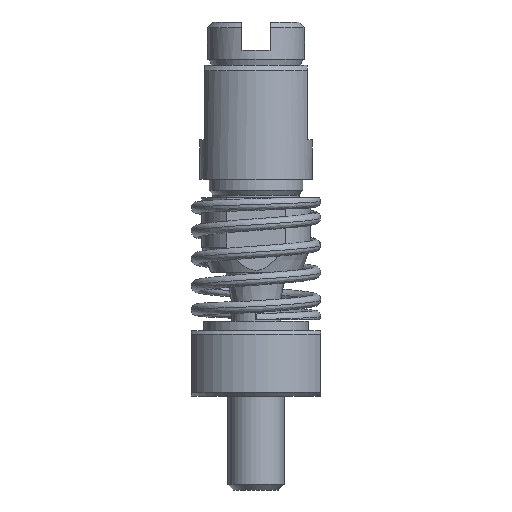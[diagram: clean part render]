
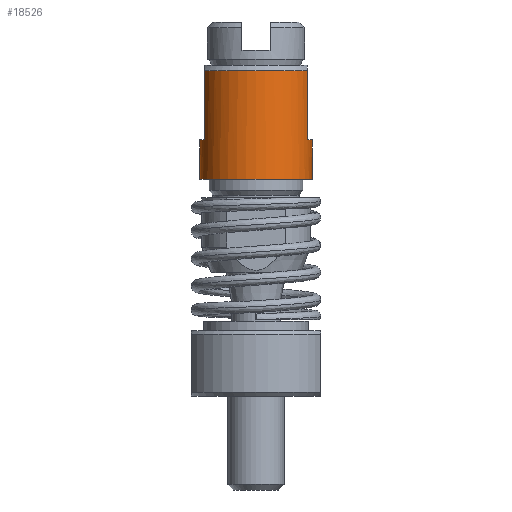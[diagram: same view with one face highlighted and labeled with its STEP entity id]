
A CAD part, left-side view. The second image highlights one B-rep face of the part: STEP entity #18526.
In plain terms, the highlighted cylindrical face has radius 3 mm (diameter 6 mm), a partial arc.
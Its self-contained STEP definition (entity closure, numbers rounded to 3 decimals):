
#214 = AXIS2_PLACEMENT_3D ( 'NONE', #12170, #9187, #7701 ) ;
#317 = VERTEX_POINT ( 'NONE', #9542 ) ;
#399 = CIRCLE ( 'NONE', #8807, 3. ) ;
#565 = VERTEX_POINT ( 'NONE', #973 ) ;
#973 = CARTESIAN_POINT ( 'NONE',  ( -24.699, -2.75, 5.8 ) ) ;
#1473 = VERTEX_POINT ( 'NONE', #3613 ) ;
#1859 = ORIENTED_EDGE ( 'NONE', *, *, #8684, .F. ) ;
#2531 = EDGE_CURVE ( 'Defeature ausgef�hrt1_32+Defeature ausgef�hrt1_27+Defeature ausgef�hrt1_31+Defeature ausgef�hrt1_28', #15376, #16520, #14140, .T. ) ;
#3078 = CARTESIAN_POINT ( 'NONE',  ( -23.5, 3., 0. ) ) ;
#3133 = ORIENTED_EDGE ( 'NONE', *, *, #2531, .F. ) ;
#3356 = ORIENTED_EDGE ( 'NONE', *, *, #4742, .T. ) ;
#3613 = CARTESIAN_POINT ( 'NONE',  ( -23.5, 3., 2.1 ) ) ;
#4111 = EDGE_CURVE ( 'Defeature ausgef�hrt1_27+Defeature ausgef�hrt1_28+Defeature ausgef�hrt1_29+Defeature ausgef�hrt1_32', #565, #16520, #10195, .T. ) ;
#4121 = CARTESIAN_POINT ( 'NONE',  ( -23.5, -3., 0. ) ) ;
#4551 = DIRECTION ( 'NONE',  ( 0., 0., -1. ) ) ;
#4742 = EDGE_CURVE ( 'NONE', #1473, #8670, #10651, .T. ) ;
#4973 = CARTESIAN_POINT ( 'NONE',  ( -24.699, -2.75, 2.1 ) ) ;
#5608 = EDGE_CURVE ( 'Defeature ausgef�hrt1_31+Defeature ausgef�hrt1_27+Defeature ausgef�hrt1_32+Defeature ausgef�hrt1_32', #1473, #15376, #399, .T. ) ;
#5882 = DIRECTION ( 'NONE',  ( 0., -1., 0. ) ) ;
#6615 = DIRECTION ( 'NONE',  ( 0., 0., -1. ) ) ;
#6662 = CARTESIAN_POINT ( 'NONE',  ( -23.5, 0., 2.1 ) ) ;
#6733 = DIRECTION ( 'NONE',  ( 0., 0., 1. ) ) ;
#6934 = CARTESIAN_POINT ( 'NONE',  ( -23.5, 0., 2.1 ) ) ;
#6948 = CARTESIAN_POINT ( 'NONE',  ( -24.699, 2.75, 5.8 ) ) ;
#7325 = DIRECTION ( 'NONE',  ( 0., 0., -1. ) ) ;
#7699 = DIRECTION ( 'NONE',  ( 0., 0., -1. ) ) ;
#7701 = DIRECTION ( 'NONE',  ( 0., 1., 0. ) ) ;
#8016 = ORIENTED_EDGE ( 'NONE', *, *, #4111, .T. ) ;
#8334 = ORIENTED_EDGE ( 'NONE', *, *, #16923, .F. ) ;
#8670 = VERTEX_POINT ( 'NONE', #10728 ) ;
#8684 = EDGE_CURVE ( 'Defeature ausgef�hrt1_29+Defeature ausgef�hrt1_27+Defeature ausgef�hrt1_28+Defeature ausgef�hrt1_30', #565, #17661, #17855, .T. ) ;
#8744 = CYLINDRICAL_SURFACE ( 'NONE', #214, 3. ) ;
#8807 = AXIS2_PLACEMENT_3D ( 'NONE', #6662, #6733, #15487 ) ;
#8896 = ORIENTED_EDGE ( 'NONE', *, *, #11404, .F. ) ;
#9187 = DIRECTION ( 'NONE',  ( 0., 0., -1. ) ) ;
#9542 = CARTESIAN_POINT ( 'NONE',  ( -23.5, -3., 2.1 ) ) ;
#9928 = DIRECTION ( 'NONE',  ( 0., 0., 1. ) ) ;
#10195 = CIRCLE ( 'NONE', #12286, 3. ) ;
#10406 = DIRECTION ( 'NONE',  ( 0., 1., 0. ) ) ;
#10453 = VECTOR ( 'NONE', #6615, 1000. ) ;
#10525 = AXIS2_PLACEMENT_3D ( 'NONE', #6934, #9928, #17314 ) ;
#10651 = LINE ( 'NONE', #3078, #18984 ) ;
#10728 = CARTESIAN_POINT ( 'NONE',  ( -23.5, 3., 0. ) ) ;
#11404 = EDGE_CURVE ( 'Defeature ausgef�hrt1_25+Defeature ausgef�hrt1_27+Defeature ausgef�hrt1_27+Defeature ausgef�hrt1_27', #15445, #8670, #18274, .T. ) ;
#11612 = CARTESIAN_POINT ( 'NONE',  ( -23.5, 0., 5.8 ) ) ;
#11818 = ORIENTED_EDGE ( 'NONE', *, *, #5608, .F. ) ;
#12170 = CARTESIAN_POINT ( 'NONE',  ( -23.5, 0., 0. ) ) ;
#12286 = AXIS2_PLACEMENT_3D ( 'NONE', #11612, #7325, #5882 ) ;
#12402 = DIRECTION ( 'NONE',  ( 0., 0., 1. ) ) ;
#12696 = FACE_OUTER_BOUND ( 'NONE', #17917, .T. ) ;
#12702 = CARTESIAN_POINT ( 'NONE',  ( -24.699, 2.75, 2.1 ) ) ;
#13264 = ORIENTED_EDGE ( 'NONE', *, *, #16159, .F. ) ;
#13670 = VECTOR ( 'NONE', #12402, 1000. ) ;
#13900 = LINE ( 'NONE', #4121, #14361 ) ;
#14060 = CARTESIAN_POINT ( 'NONE',  ( -23.5, -3., 0. ) ) ;
#14140 = LINE ( 'NONE', #16988, #13670 ) ;
#14361 = VECTOR ( 'NONE', #14379, 1000. ) ;
#14379 = DIRECTION ( 'NONE',  ( 0., 0., -1. ) ) ;
#14571 = AXIS2_PLACEMENT_3D ( 'NONE', #17845, #7699, #10406 ) ;
#15376 = VERTEX_POINT ( 'NONE', #12702 ) ;
#15445 = VERTEX_POINT ( 'NONE', #14060 ) ;
#15487 = DIRECTION ( 'NONE',  ( -1., 0., 0. ) ) ;
#16159 = EDGE_CURVE ( 'NONE', #317, #15445, #13900, .T. ) ;
#16520 = VERTEX_POINT ( 'NONE', #6948 ) ;
#16606 = CARTESIAN_POINT ( 'NONE',  ( -24.699, -2.75, 0. ) ) ;
#16923 = EDGE_CURVE ( 'Defeature ausgef�hrt1_30+Defeature ausgef�hrt1_27+Defeature ausgef�hrt1_29+Defeature ausgef�hrt1_29', #17661, #317, #17801, .T. ) ;
#16988 = CARTESIAN_POINT ( 'NONE',  ( -24.699, 2.75, 0. ) ) ;
#17314 = DIRECTION ( 'NONE',  ( -1., 0., 0. ) ) ;
#17661 = VERTEX_POINT ( 'NONE', #4973 ) ;
#17801 = CIRCLE ( 'NONE', #10525, 3. ) ;
#17845 = CARTESIAN_POINT ( 'NONE',  ( -23.5, 0., 0. ) ) ;
#17855 = LINE ( 'NONE', #16606, #10453 ) ;
#17917 = EDGE_LOOP ( 'NONE', ( #13264, #8334, #1859, #8016, #3133, #11818, #3356, #8896 ) ) ;
#18274 = CIRCLE ( 'NONE', #14571, 3. ) ;
#18526 = ADVANCED_FACE ( 'Defeature ausgef�hrt1_27', ( #12696 ), #8744, .T. ) ;
#18984 = VECTOR ( 'NONE', #4551, 1000. ) ;
